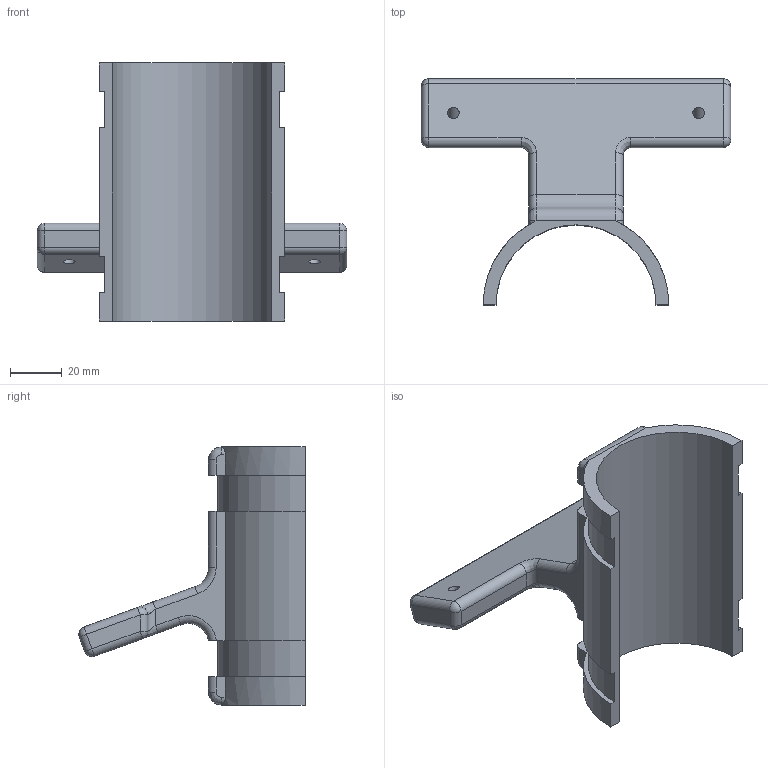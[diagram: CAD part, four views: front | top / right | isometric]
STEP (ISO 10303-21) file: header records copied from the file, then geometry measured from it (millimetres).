
FILE_DESCRIPTION(/* description */ (''),/* implementation_level */ '2;1');
FILE_NAME(/* name */ 'camera_holder.step',/* time_stamp */ '2024-05-03T10:07:43-07:00',/* author */ (''),/* organization */ (''),/* preprocessor_version */ 'ST-DEVELOPER v20',/* originating_system */ 'Autodesk Translation Framework v12.20.1.177',/* authorisation */ '');
FILE_SCHEMA (('AUTOMOTIVE_DESIGN { 1 0 10303 214 3 1 1 }'));
Length unit declared in the file: millimetre
Products named in the file (1): camera_holder
Bounding box: 120 x 87.74 x 100 mm (x, y, z)
Volume: 103768.6 mm3; surface area: 35569.2 mm2
Topology: 1 solids, 1 shells, 89 faces, 219 edges, 132 vertices
Faces by surface type: cylinder 45, plane 24, bspline 8, sphere 8, torus 4
Full cylindrical faces by diameter (mm): 4.5 x2
Entity records: 2838 total; most frequent: CARTESIAN_POINT 679, DIRECTION 467, ORIENTED_EDGE 438, EDGE_CURVE 219, AXIS2_PLACEMENT_3D 180, VERTEX_POINT 132, LINE 107, VECTOR 107
